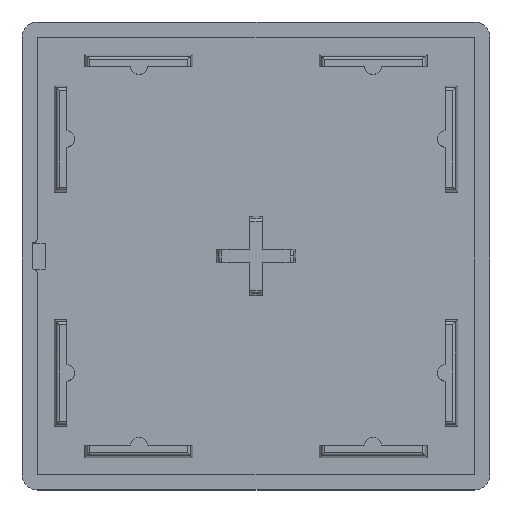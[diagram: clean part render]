
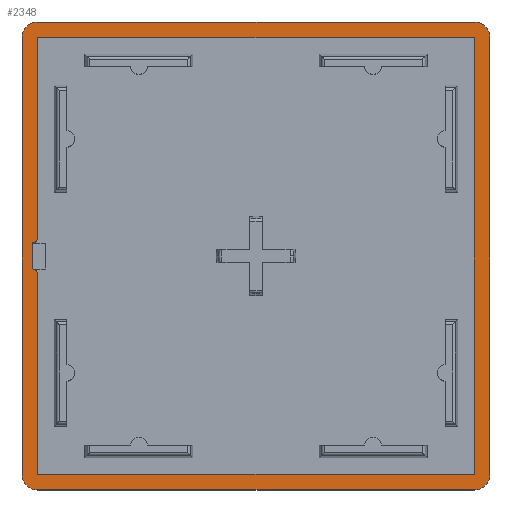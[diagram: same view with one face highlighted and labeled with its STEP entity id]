
A CAD part, top view. The second image highlights one B-rep face of the part: STEP entity #2348.
In plain terms, the highlighted planar face has unit normal (0, 0, 1).
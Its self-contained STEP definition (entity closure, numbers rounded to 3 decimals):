
#29 = CARTESIAN_POINT ( 'NONE',  ( 42., 42., 4. ) ) ;
#54 = VECTOR ( 'NONE', #4787, 1000. ) ;
#119 = EDGE_CURVE ( 'NONE', #1011, #2177, #3756, .T. ) ;
#262 = EDGE_LOOP ( 'NONE', ( #2759, #3333, #3164, #3108, #3269, #3916, #3665, #4019 ) ) ;
#317 = CARTESIAN_POINT ( 'NONE',  ( -42., 42., 4. ) ) ;
#350 = VECTOR ( 'NONE', #751, 1000. ) ;
#354 = CIRCLE ( 'NONE', #4060, 3. ) ;
#424 = DIRECTION ( 'NONE',  ( 1., 0., 0. ) ) ;
#436 = LINE ( 'NONE', #1839, #4732 ) ;
#477 = LINE ( 'NONE', #4446, #4316 ) ;
#492 = CARTESIAN_POINT ( 'NONE',  ( -42., 45., 4. ) ) ;
#697 = DIRECTION ( 'NONE',  ( 1., 0., 0. ) ) ;
#751 = DIRECTION ( 'NONE',  ( 1., 0., 0. ) ) ;
#807 = CARTESIAN_POINT ( 'NONE',  ( -42., -45., 4. ) ) ;
#840 = CARTESIAN_POINT ( 'NONE',  ( -45., -42., 4. ) ) ;
#898 = VERTEX_POINT ( 'NONE', #3304 ) ;
#899 = DIRECTION ( 'NONE',  ( 0., 0., 1. ) ) ;
#915 = EDGE_CURVE ( 'NONE', #4076, #1496, #1077, .T. ) ;
#925 = EDGE_CURVE ( 'NONE', #1026, #2756, #1208, .T. ) ;
#980 = EDGE_CURVE ( 'NONE', #1008, #3330, #436, .T. ) ;
#981 = CARTESIAN_POINT ( 'NONE',  ( -42., -3.5, 4. ) ) ;
#1008 = VERTEX_POINT ( 'NONE', #1519 ) ;
#1011 = VERTEX_POINT ( 'NONE', #981 ) ;
#1026 = VERTEX_POINT ( 'NONE', #840 ) ;
#1077 = LINE ( 'NONE', #3420, #4282 ) ;
#1084 = DIRECTION ( 'NONE',  ( -1., 0., 0. ) ) ;
#1141 = CIRCLE ( 'NONE', #1655, 3. ) ;
#1208 = CIRCLE ( 'NONE', #2122, 3. ) ;
#1264 = VERTEX_POINT ( 'NONE', #2980 ) ;
#1475 = CARTESIAN_POINT ( 'NONE',  ( -42., 42., 4. ) ) ;
#1496 = VERTEX_POINT ( 'NONE', #492 ) ;
#1518 = CARTESIAN_POINT ( 'NONE',  ( -42., 3.5, 4. ) ) ;
#1519 = CARTESIAN_POINT ( 'NONE',  ( -42., 42., 4. ) ) ;
#1528 = ORIENTED_EDGE ( 'NONE', *, *, #4365, .T. ) ;
#1555 = VECTOR ( 'NONE', #1860, 1000. ) ;
#1582 = VERTEX_POINT ( 'NONE', #3054 ) ;
#1611 = VECTOR ( 'NONE', #3486, 1000. ) ;
#1655 = AXIS2_PLACEMENT_3D ( 'NONE', #2634, #2595, #2578 ) ;
#1656 = DIRECTION ( 'NONE',  ( 0., -1., 0. ) ) ;
#1660 = EDGE_CURVE ( 'NONE', #1800, #2177, #2300, .T. ) ;
#1686 = AXIS2_PLACEMENT_3D ( 'NONE', #3730, #3745, #3701 ) ;
#1695 = EDGE_CURVE ( 'NONE', #3315, #1582, #1141, .T. ) ;
#1704 = AXIS2_PLACEMENT_3D ( 'NONE', #317, #3017, #697 ) ;
#1730 = LINE ( 'NONE', #3499, #2653 ) ;
#1742 = CARTESIAN_POINT ( 'NONE',  ( -45., 42., 4. ) ) ;
#1800 = VERTEX_POINT ( 'NONE', #2990 ) ;
#1836 = CARTESIAN_POINT ( 'NONE',  ( -43., -2.5, 4. ) ) ;
#1839 = CARTESIAN_POINT ( 'NONE',  ( -42., 42., 4. ) ) ;
#1860 = DIRECTION ( 'NONE',  ( 0., -1., 0. ) ) ;
#1917 = CARTESIAN_POINT ( 'NONE',  ( 42., 42., 4. ) ) ;
#2019 = ORIENTED_EDGE ( 'NONE', *, *, #1660, .F. ) ;
#2045 = CARTESIAN_POINT ( 'NONE',  ( 42., -42., 4. ) ) ;
#2122 = AXIS2_PLACEMENT_3D ( 'NONE', #2631, #2558, #2573 ) ;
#2124 = CARTESIAN_POINT ( 'NONE',  ( -45., -45., 4. ) ) ;
#2177 = VERTEX_POINT ( 'NONE', #1836 ) ;
#2245 = CARTESIAN_POINT ( 'NONE',  ( -42., 42., 4. ) ) ;
#2255 = ORIENTED_EDGE ( 'NONE', *, *, #2556, .F. ) ;
#2300 = LINE ( 'NONE', #4491, #4120 ) ;
#2348 = ADVANCED_FACE ( 'NONE', ( #3922, #3800 ), #2525, .T. ) ;
#2408 = DIRECTION ( 'NONE',  ( 0., 0., 1. ) ) ;
#2416 = LINE ( 'NONE', #3748, #350 ) ;
#2446 = VERTEX_POINT ( 'NONE', #4436 ) ;
#2525 = PLANE ( 'NONE',  #3014 ) ;
#2556 = EDGE_CURVE ( 'NONE', #1264, #2604, #1730, .T. ) ;
#2558 = DIRECTION ( 'NONE',  ( 0., 0., 1. ) ) ;
#2573 = DIRECTION ( 'NONE',  ( 1., 0., 0. ) ) ;
#2578 = DIRECTION ( 'NONE',  ( 1., 0., 0. ) ) ;
#2595 = DIRECTION ( 'NONE',  ( 0., 0., 1. ) ) ;
#2604 = VERTEX_POINT ( 'NONE', #2045 ) ;
#2616 = ORIENTED_EDGE ( 'NONE', *, *, #4010, .F. ) ;
#2628 = ORIENTED_EDGE ( 'NONE', *, *, #4175, .F. ) ;
#2631 = CARTESIAN_POINT ( 'NONE',  ( -42., -42., 4. ) ) ;
#2634 = CARTESIAN_POINT ( 'NONE',  ( 42., -42., 4. ) ) ;
#2653 = VECTOR ( 'NONE', #3824, 1000. ) ;
#2721 = LINE ( 'NONE', #2245, #3560 ) ;
#2740 = DIRECTION ( 'NONE',  ( 0., 0., 1. ) ) ;
#2749 = DIRECTION ( 'NONE',  ( -1., 0., 0. ) ) ;
#2756 = VERTEX_POINT ( 'NONE', #807 ) ;
#2759 = ORIENTED_EDGE ( 'NONE', *, *, #4390, .T. ) ;
#2872 = ORIENTED_EDGE ( 'NONE', *, *, #980, .F. ) ;
#2902 = DIRECTION ( 'NONE',  ( 1., 0., 0. ) ) ;
#2980 = CARTESIAN_POINT ( 'NONE',  ( -42., -42., 4. ) ) ;
#2990 = CARTESIAN_POINT ( 'NONE',  ( -43., 2.5, 4. ) ) ;
#3014 = AXIS2_PLACEMENT_3D ( 'NONE', #2124, #899, #2902 ) ;
#3017 = DIRECTION ( 'NONE',  ( 0., 0., 1. ) ) ;
#3034 = ORIENTED_EDGE ( 'NONE', *, *, #4008, .F. ) ;
#3054 = CARTESIAN_POINT ( 'NONE',  ( 45., -42., 4. ) ) ;
#3055 = EDGE_CURVE ( 'NONE', #898, #4076, #354, .T. ) ;
#3108 = ORIENTED_EDGE ( 'NONE', *, *, #3984, .T. ) ;
#3127 = LINE ( 'NONE', #1917, #54 ) ;
#3164 = ORIENTED_EDGE ( 'NONE', *, *, #915, .T. ) ;
#3269 = ORIENTED_EDGE ( 'NONE', *, *, #4334, .T. ) ;
#3304 = CARTESIAN_POINT ( 'NONE',  ( 45., 42., 4. ) ) ;
#3315 = VERTEX_POINT ( 'NONE', #4100 ) ;
#3330 = VERTEX_POINT ( 'NONE', #1518 ) ;
#3333 = ORIENTED_EDGE ( 'NONE', *, *, #3055, .T. ) ;
#3420 = CARTESIAN_POINT ( 'NONE',  ( -45., 45., 4. ) ) ;
#3426 = DIRECTION ( 'NONE',  ( 0., 1., 0. ) ) ;
#3486 = DIRECTION ( 'NONE',  ( 0., -1., 0. ) ) ;
#3499 = CARTESIAN_POINT ( 'NONE',  ( -42., -42., 4. ) ) ;
#3510 = CIRCLE ( 'NONE', #3935, 1. ) ;
#3560 = VECTOR ( 'NONE', #1084, 1000. ) ;
#3617 = ORIENTED_EDGE ( 'NONE', *, *, #119, .T. ) ;
#3665 = ORIENTED_EDGE ( 'NONE', *, *, #4422, .T. ) ;
#3667 = VERTEX_POINT ( 'NONE', #1742 ) ;
#3701 = DIRECTION ( 'NONE',  ( 1., 0., 0. ) ) ;
#3730 = CARTESIAN_POINT ( 'NONE',  ( -43., -3.5, 4. ) ) ;
#3745 = DIRECTION ( 'NONE',  ( 0., 0., 1. ) ) ;
#3748 = CARTESIAN_POINT ( 'NONE',  ( -45., -45., 4. ) ) ;
#3756 = CIRCLE ( 'NONE', #1686, 1. ) ;
#3800 = FACE_OUTER_BOUND ( 'NONE', #262, .T. ) ;
#3824 = DIRECTION ( 'NONE',  ( 1., 0., 0. ) ) ;
#3916 = ORIENTED_EDGE ( 'NONE', *, *, #925, .T. ) ;
#3922 = FACE_BOUND ( 'NONE', #4756, .T. ) ;
#3935 = AXIS2_PLACEMENT_3D ( 'NONE', #4529, #2408, #4380 ) ;
#3984 = EDGE_CURVE ( 'NONE', #1496, #3667, #4580, .T. ) ;
#4008 = EDGE_CURVE ( 'NONE', #2446, #1008, #2721, .T. ) ;
#4010 = EDGE_CURVE ( 'NONE', #1011, #1264, #4477, .T. ) ;
#4019 = ORIENTED_EDGE ( 'NONE', *, *, #1695, .T. ) ;
#4023 = DIRECTION ( 'NONE',  ( 0., -1., 0. ) ) ;
#4060 = AXIS2_PLACEMENT_3D ( 'NONE', #29, #2740, #424 ) ;
#4076 = VERTEX_POINT ( 'NONE', #4096 ) ;
#4096 = CARTESIAN_POINT ( 'NONE',  ( 42., 45., 4. ) ) ;
#4100 = CARTESIAN_POINT ( 'NONE',  ( 42., -45., 4. ) ) ;
#4120 = VECTOR ( 'NONE', #4023, 1000. ) ;
#4175 = EDGE_CURVE ( 'NONE', #2604, #2446, #3127, .T. ) ;
#4282 = VECTOR ( 'NONE', #2749, 1000. ) ;
#4316 = VECTOR ( 'NONE', #3426, 1000. ) ;
#4334 = EDGE_CURVE ( 'NONE', #3667, #1026, #4522, .T. ) ;
#4365 = EDGE_CURVE ( 'NONE', #1800, #3330, #3510, .T. ) ;
#4380 = DIRECTION ( 'NONE',  ( 1., 0., 0. ) ) ;
#4390 = EDGE_CURVE ( 'NONE', #1582, #898, #477, .T. ) ;
#4422 = EDGE_CURVE ( 'NONE', #2756, #3315, #2416, .T. ) ;
#4436 = CARTESIAN_POINT ( 'NONE',  ( 42., 42., 4. ) ) ;
#4446 = CARTESIAN_POINT ( 'NONE',  ( 45., 45., 4. ) ) ;
#4477 = LINE ( 'NONE', #1475, #1555 ) ;
#4491 = CARTESIAN_POINT ( 'NONE',  ( -43., 2.5, 4. ) ) ;
#4517 = CARTESIAN_POINT ( 'NONE',  ( -45., 45., 4. ) ) ;
#4522 = LINE ( 'NONE', #4517, #1611 ) ;
#4529 = CARTESIAN_POINT ( 'NONE',  ( -43., 3.5, 4. ) ) ;
#4580 = CIRCLE ( 'NONE', #1704, 3. ) ;
#4732 = VECTOR ( 'NONE', #1656, 1000. ) ;
#4756 = EDGE_LOOP ( 'NONE', ( #2616, #3617, #2019, #1528, #2872, #3034, #2628, #2255 ) ) ;
#4787 = DIRECTION ( 'NONE',  ( 0., 1., 0. ) ) ;
